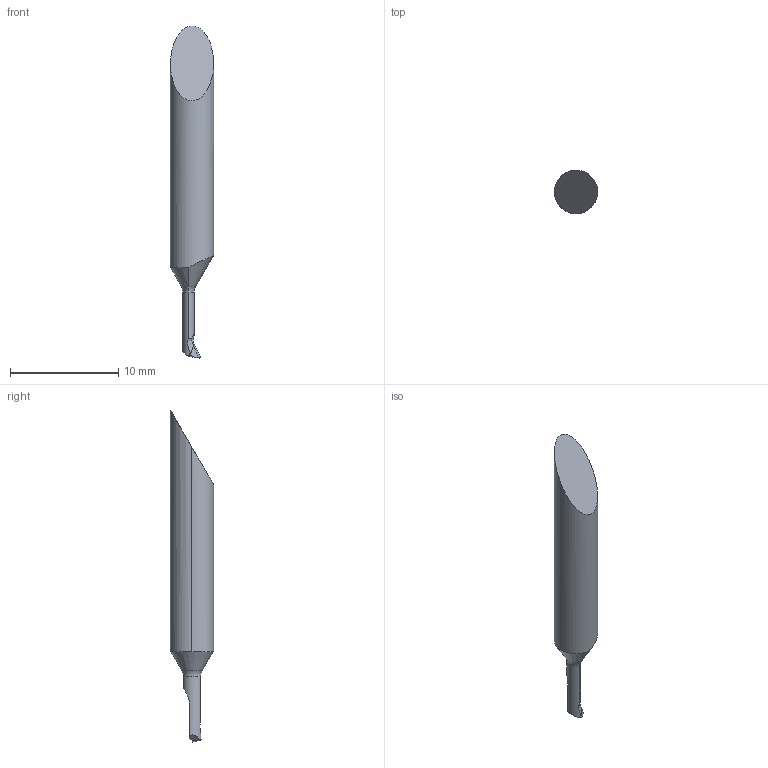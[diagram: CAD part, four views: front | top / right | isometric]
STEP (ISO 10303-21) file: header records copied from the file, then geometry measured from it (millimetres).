
FILE_DESCRIPTION(/* description */ (''),/* implementation_level */ '2;1');
FILE_NAME(/* name */ '1578035742348.stp',/* time_stamp */ '2020-01-03T12:45:57+05:00',/* author */ (''),/* organization */ ('SMS'),/* preprocessor_version */ 'ST-DEVELOPER v16.7',/* originating_system */ 'SIEMENS PLM Software NX 12.0',/* authorisation */ '');
FILE_SCHEMA (('AUTOMOTIVE_DESIGN { 1 0 10303 214 3 1 1 1 }'));
Length unit declared in the file: millimetre
Products named in the file (1): 202042240mod000_00
Bounding box: 4 x 4 x 30.71 mm (x, y, z)
Volume: 251.7 mm3; surface area: 304.8 mm2
Topology: 2 solids, 2 shells, 33 faces, 82 edges, 57 vertices
Faces by surface type: plane 12, bspline 8, cylinder 6, cone 5, torus 2
Entity records: 1461 total; most frequent: CARTESIAN_POINT 733, ORIENTED_EDGE 162, DIRECTION 102, EDGE_CURVE 81, VERTEX_POINT 52, AXIS2_PLACEMENT_3D 38, B_SPLINE_CURVE_WITH_KNOTS 34, ADVANCED_FACE 33
